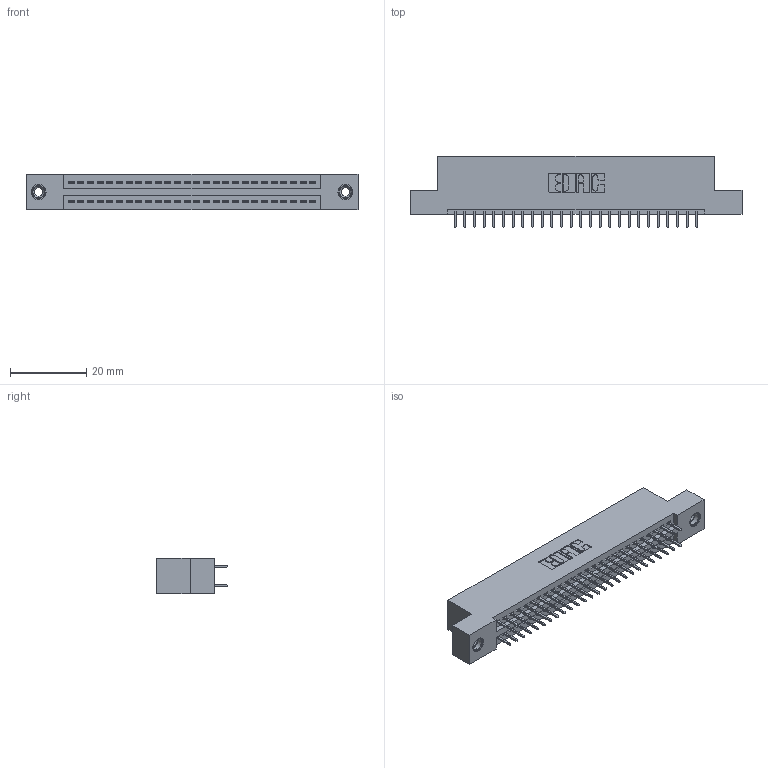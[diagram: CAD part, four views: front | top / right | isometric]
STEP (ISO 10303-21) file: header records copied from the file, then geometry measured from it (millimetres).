
FILE_DESCRIPTION (( 'STEP AP203' ), '1' );
FILE_NAME ('395-052-525-208.STEP', '2020-09-24T11:20:29', ( '' ), ( '' ), 'SwSTEP 2.0', 'SolidWorks 2020', '' );
FILE_SCHEMA (( 'CONFIG_CONTROL_DESIGN' ));
Length unit declared in the file: inch
Products named in the file (4): 395-052-525-208; 345-292-001_345-293-125; 345 Part_Flush Mounting Lugs - 0.156 Dia-TI; 345-250-001_345-250-003-102
Assembly tree (55 placements, depth 2):
  395-052-525-208
    345 Part_Flush Mounting Lugs - 0.156 Dia-TI
    345-292-001_345-293-125  x52
    345-250-001_345-250-003-102  x2
Bounding box: 87.25 x 18.72 x 9.4 mm (x, y, z)
Volume: 8234.8 mm3; surface area: 11618.1 mm2
Topology: 55 solids, 55 shells, 2994 faces, 8433 edges, 5406 vertices
Faces by surface type: plane 2140, cylinder 838, cone 12, torus 4
Entity records: 23814 total; most frequent: CARTESIAN_POINT 3987, ORIENTED_EDGE 3914, DIRECTION 3563, EDGE_CURVE 1957, VECTOR 1705, LINE 1705, VERTEX_POINT 1296, AXIS2_PLACEMENT_3D 929
